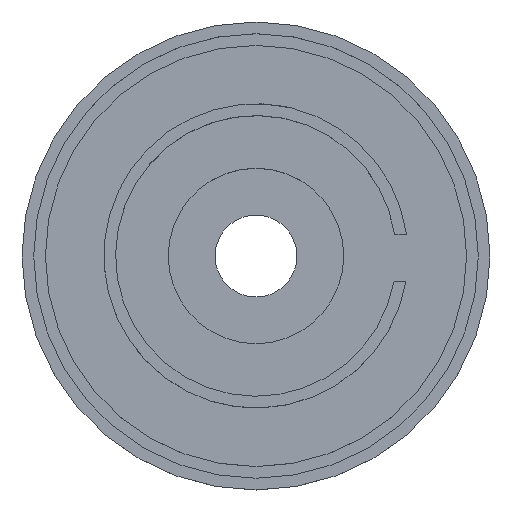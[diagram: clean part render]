
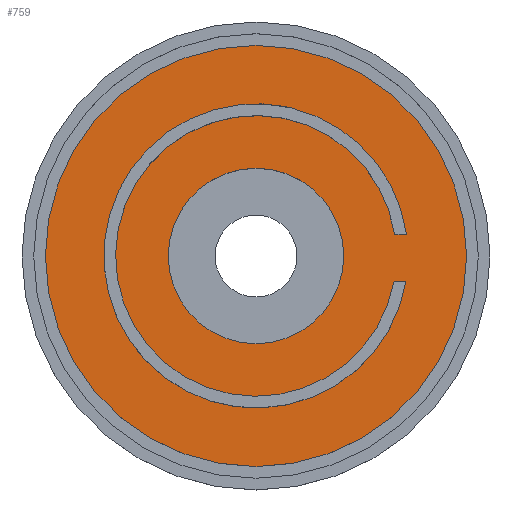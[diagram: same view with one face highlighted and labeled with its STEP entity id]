
A CAD part, top view. The second image highlights one B-rep face of the part: STEP entity #759.
In plain terms, the highlighted planar face has unit normal (0, 0, 1).
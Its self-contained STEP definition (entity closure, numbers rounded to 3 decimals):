
#30=FACE_BOUND('',#137,.T.);
#31=FACE_BOUND('',#138,.T.);
#39=CIRCLE('',#814,12.);
#44=CIRCLE('',#826,7.5);
#45=CIRCLE('',#828,18.);
#46=CIRCLE('',#829,13.);
#85=FACE_OUTER_BOUND('',#136,.T.);
#136=EDGE_LOOP('',(#633));
#137=EDGE_LOOP('',(#634,#635,#636,#637));
#138=EDGE_LOOP('',(#638));
#220=LINE('',#1213,#302);
#224=LINE('',#1234,#306);
#302=VECTOR('',#980,10.);
#306=VECTOR('',#1008,10.);
#365=VERTEX_POINT('',#1197);
#366=VERTEX_POINT('',#1199);
#371=VERTEX_POINT('',#1211);
#374=VERTEX_POINT('',#1226);
#375=VERTEX_POINT('',#1230);
#376=VERTEX_POINT('',#1232);
#452=EDGE_CURVE('',#365,#366,#39,.T.);
#459=EDGE_CURVE('',#365,#371,#220,.T.);
#464=EDGE_CURVE('',#374,#374,#44,.T.);
#466=EDGE_CURVE('',#375,#375,#45,.T.);
#467=EDGE_CURVE('',#376,#371,#46,.T.);
#468=EDGE_CURVE('',#366,#376,#224,.T.);
#633=ORIENTED_EDGE('',*,*,#466,.T.);
#634=ORIENTED_EDGE('',*,*,#459,.T.);
#635=ORIENTED_EDGE('',*,*,#467,.F.);
#636=ORIENTED_EDGE('',*,*,#468,.F.);
#637=ORIENTED_EDGE('',*,*,#452,.F.);
#638=ORIENTED_EDGE('',*,*,#464,.T.);
#721=PLANE('',#827);
#759=ADVANCED_FACE('',(#85,#30,#31),#721,.T.);
#814=AXIS2_PLACEMENT_3D('',#1200,#968,#969);
#826=AXIS2_PLACEMENT_3D('',#1227,#999,#1000);
#827=AXIS2_PLACEMENT_3D('',#1229,#1002,#1003);
#828=AXIS2_PLACEMENT_3D('',#1231,#1004,#1005);
#829=AXIS2_PLACEMENT_3D('',#1233,#1006,#1007);
#968=DIRECTION('center_axis',(0.,0.,-1.));
#969=DIRECTION('ref_axis',(0.5,-0.866,0.));
#980=DIRECTION('',(1.,0.,0.));
#999=DIRECTION('center_axis',(0.,0.,-1.));
#1000=DIRECTION('ref_axis',(-1.,0.,0.));
#1002=DIRECTION('center_axis',(0.,0.,1.));
#1003=DIRECTION('ref_axis',(-0.866,-0.5,0.));
#1004=DIRECTION('center_axis',(0.,0.,1.));
#1005=DIRECTION('ref_axis',(-1.,0.,0.));
#1006=DIRECTION('center_axis',(0.,0.,1.));
#1007=DIRECTION('ref_axis',(0.5,-0.866,0.));
#1008=DIRECTION('',(1.,0.,0.));
#1197=CARTESIAN_POINT('',(-13.698,9.5,11.1));
#1199=CARTESIAN_POINT('',(-13.64,13.5,11.1));
#1200=CARTESIAN_POINT('Origin',(-25.5,11.67,11.1));
#1211=CARTESIAN_POINT('',(-12.682,9.5,11.1));
#1213=CARTESIAN_POINT('',(-25.,9.5,11.1));
#1226=CARTESIAN_POINT('',(-18.,11.67,11.1));
#1227=CARTESIAN_POINT('Origin',(-25.5,11.67,11.1));
#1229=CARTESIAN_POINT('Origin',(-25.5,11.67,11.1));
#1230=CARTESIAN_POINT('',(-7.5,11.67,11.1));
#1231=CARTESIAN_POINT('Origin',(-25.5,11.67,11.1));
#1232=CARTESIAN_POINT('',(-12.629,13.5,11.1));
#1233=CARTESIAN_POINT('Origin',(-25.5,11.67,11.1));
#1234=CARTESIAN_POINT('',(-25.,13.5,11.1));
